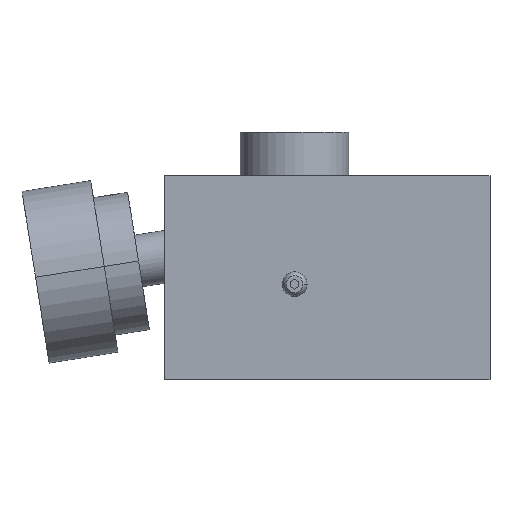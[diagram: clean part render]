
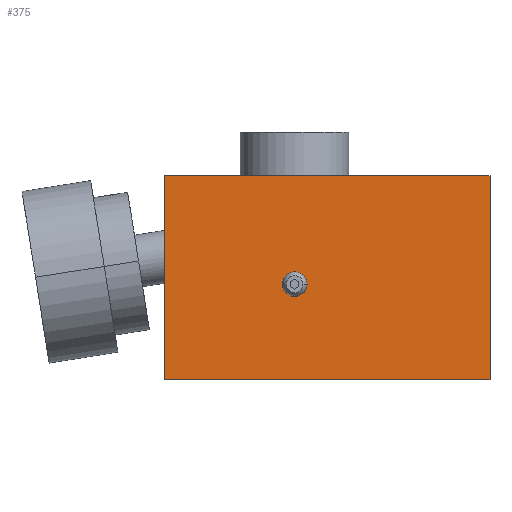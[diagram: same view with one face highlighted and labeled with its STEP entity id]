
A CAD part, front view. The second image highlights one B-rep face of the part: STEP entity #375.
In plain terms, the highlighted planar face has unit normal (0, -1, 0).
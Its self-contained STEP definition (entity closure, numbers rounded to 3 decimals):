
#3 = LINE ( 'NONE', #681, #504 ) ;
#42 = AXIS2_PLACEMENT_3D ( 'NONE', #1418, #1219, #1233 ) ;
#68 = CARTESIAN_POINT ( 'NONE',  ( 15., -16., 47. ) ) ;
#78 = AXIS2_PLACEMENT_3D ( 'NONE', #427, #724, #420 ) ;
#117 = AXIS2_PLACEMENT_3D ( 'NONE', #2020, #2031, #550 ) ;
#128 = CARTESIAN_POINT ( 'NONE',  ( -32.85, -16., 22. ) ) ;
#201 = EDGE_LOOP ( 'NONE', ( #228, #425, #1384, #748 ) ) ;
#219 = ORIENTED_EDGE ( 'NONE', *, *, #544, .T. ) ;
#228 = ORIENTED_EDGE ( 'NONE', *, *, #770, .F. ) ;
#278 = DIRECTION ( 'NONE',  ( -1., 0., 0. ) ) ;
#372 = VERTEX_POINT ( 'NONE', #2024 ) ;
#375 = ADVANCED_FACE ( 'NONE', ( #1059, #1550 ), #1688, .F. ) ;
#399 = DIRECTION ( 'NONE',  ( 1., 0., 0. ) ) ;
#420 = DIRECTION ( 'NONE',  ( -1., 0., 0. ) ) ;
#425 = ORIENTED_EDGE ( 'NONE', *, *, #507, .F. ) ;
#427 = CARTESIAN_POINT ( 'NONE',  ( -60., -16., 0. ) ) ;
#482 = DIRECTION ( 'NONE',  ( 0., 0., 1. ) ) ;
#492 = EDGE_CURVE ( 'NONE', #1419, #372, #641, .T. ) ;
#504 = VECTOR ( 'NONE', #1999, 1000. ) ;
#507 = EDGE_CURVE ( 'NONE', #586, #1372, #752, .T. ) ;
#544 = EDGE_CURVE ( 'NONE', #1237, #1497, #1336, .T. ) ;
#550 = DIRECTION ( 'NONE',  ( -1., 0., 0. ) ) ;
#586 = VERTEX_POINT ( 'NONE', #1722 ) ;
#641 = LINE ( 'NONE', #1293, #921 ) ;
#681 = CARTESIAN_POINT ( 'NONE',  ( 15., -16., 47. ) ) ;
#724 = DIRECTION ( 'NONE',  ( 0., 1., 0. ) ) ;
#748 = ORIENTED_EDGE ( 'NONE', *, *, #492, .F. ) ;
#752 = LINE ( 'NONE', #2041, #1395 ) ;
#759 = CARTESIAN_POINT ( 'NONE',  ( 15., -16., 0. ) ) ;
#770 = EDGE_CURVE ( 'NONE', #1372, #1419, #3, .T. ) ;
#843 = ORIENTED_EDGE ( 'NONE', *, *, #1006, .T. ) ;
#921 = VECTOR ( 'NONE', #278, 1000. ) ;
#990 = VECTOR ( 'NONE', #482, 1000. ) ;
#1006 = EDGE_CURVE ( 'NONE', #1497, #1237, #1125, .T. ) ;
#1059 = FACE_BOUND ( 'NONE', #1473, .T. ) ;
#1125 = CIRCLE ( 'NONE', #117, 2.85 ) ;
#1219 = DIRECTION ( 'NONE',  ( 0., 1., 0. ) ) ;
#1233 = DIRECTION ( 'NONE',  ( -1., 0., 0. ) ) ;
#1237 = VERTEX_POINT ( 'NONE', #128 ) ;
#1253 = CARTESIAN_POINT ( 'NONE',  ( -27.15, -16., 22. ) ) ;
#1293 = CARTESIAN_POINT ( 'NONE',  ( 15., -16., 0. ) ) ;
#1312 = CARTESIAN_POINT ( 'NONE',  ( -60., -16., 0. ) ) ;
#1336 = CIRCLE ( 'NONE', #42, 2.85 ) ;
#1372 = VERTEX_POINT ( 'NONE', #68 ) ;
#1384 = ORIENTED_EDGE ( 'NONE', *, *, #1562, .F. ) ;
#1395 = VECTOR ( 'NONE', #399, 1000. ) ;
#1418 = CARTESIAN_POINT ( 'NONE',  ( -30., -16., 22. ) ) ;
#1419 = VERTEX_POINT ( 'NONE', #759 ) ;
#1473 = EDGE_LOOP ( 'NONE', ( #219, #843 ) ) ;
#1497 = VERTEX_POINT ( 'NONE', #1253 ) ;
#1550 = FACE_OUTER_BOUND ( 'NONE', #201, .T. ) ;
#1562 = EDGE_CURVE ( 'NONE', #372, #586, #2099, .T. ) ;
#1688 = PLANE ( 'NONE',  #78 ) ;
#1722 = CARTESIAN_POINT ( 'NONE',  ( -60., -16., 47. ) ) ;
#1999 = DIRECTION ( 'NONE',  ( 0., 0., -1. ) ) ;
#2020 = CARTESIAN_POINT ( 'NONE',  ( -30., -16., 22. ) ) ;
#2024 = CARTESIAN_POINT ( 'NONE',  ( -60., -16., 0. ) ) ;
#2031 = DIRECTION ( 'NONE',  ( 0., 1., 0. ) ) ;
#2041 = CARTESIAN_POINT ( 'NONE',  ( -60., -16., 47. ) ) ;
#2099 = LINE ( 'NONE', #1312, #990 ) ;
